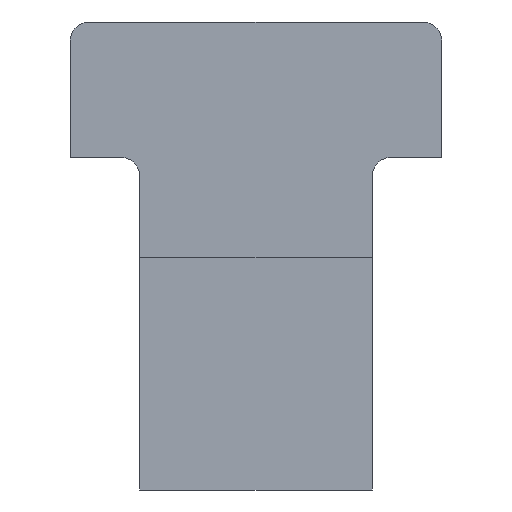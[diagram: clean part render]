
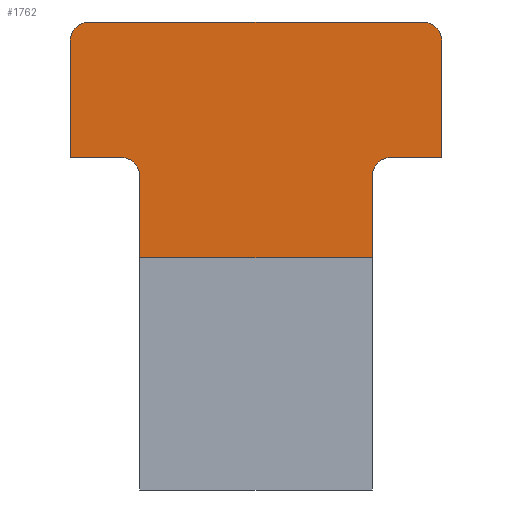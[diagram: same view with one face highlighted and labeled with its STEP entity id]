
A CAD part, front view. The second image highlights one B-rep face of the part: STEP entity #1762.
In plain terms, the highlighted planar face has unit normal (0, -1, 0).
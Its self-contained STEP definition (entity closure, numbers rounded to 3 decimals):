
#498=DIRECTION('',(0.,0.,1.));
#499=VECTOR('',#498,2.1);
#500=CARTESIAN_POINT('',(-3.,0.2,3.));
#501=LINE('',#500,#499);
#502=CARTESIAN_POINT('',(-3.5,0.2,5.1));
#503=DIRECTION('',(0.,-1.,0.));
#504=DIRECTION('',(1.,0.,0.));
#505=AXIS2_PLACEMENT_3D('',#502,#503,#504);
#507=DIRECTION('',(-1.,0.,0.));
#508=VECTOR('',#507,1.3);
#509=CARTESIAN_POINT('',(-3.5,0.2,5.6));
#510=LINE('',#509,#508);
#511=DIRECTION('',(0.,0.,1.));
#512=VECTOR('',#511,3.005);
#513=CARTESIAN_POINT('',(-4.8,0.2,5.6));
#514=LINE('',#513,#512);
#515=CARTESIAN_POINT('',(-4.305,0.2,8.605));
#516=DIRECTION('',(0.,1.,0.));
#517=DIRECTION('',(-1.,0.,0.));
#518=AXIS2_PLACEMENT_3D('',#515,#516,#517);
#520=DIRECTION('',(1.,0.,0.));
#521=VECTOR('',#520,8.609);
#522=CARTESIAN_POINT('',(-4.305,0.2,9.1));
#523=LINE('',#522,#521);
#524=CARTESIAN_POINT('',(4.305,0.2,8.605));
#525=DIRECTION('',(0.,1.,0.));
#526=DIRECTION('',(0.,0.,1.));
#527=AXIS2_PLACEMENT_3D('',#524,#525,#526);
#529=DIRECTION('',(0.,0.,-1.));
#530=VECTOR('',#529,3.005);
#531=CARTESIAN_POINT('',(4.8,0.2,8.605));
#532=LINE('',#531,#530);
#533=DIRECTION('',(-1.,0.,0.));
#534=VECTOR('',#533,1.3);
#535=CARTESIAN_POINT('',(4.8,0.2,5.6));
#536=LINE('',#535,#534);
#537=CARTESIAN_POINT('',(3.5,0.2,5.1));
#538=DIRECTION('',(0.,-1.,0.));
#539=DIRECTION('',(0.,0.,1.));
#540=AXIS2_PLACEMENT_3D('',#537,#538,#539);
#542=DIRECTION('',(0.,0.,-1.));
#543=VECTOR('',#542,2.1);
#544=CARTESIAN_POINT('',(3.,0.2,5.1));
#545=LINE('',#544,#543);
#546=DIRECTION('',(1.,0.,0.));
#547=VECTOR('',#546,6.);
#548=CARTESIAN_POINT('',(-3.,0.2,3.));
#549=LINE('',#548,#547);
#612=CARTESIAN_POINT('',(-3.,0.2,5.1));
#613=CARTESIAN_POINT('',(-3.5,0.2,5.6));
#614=VERTEX_POINT('',#612);
#615=VERTEX_POINT('',#613);
#616=CARTESIAN_POINT('',(-4.8,0.2,5.6));
#617=VERTEX_POINT('',#616);
#618=CARTESIAN_POINT('',(-4.8,0.2,8.605));
#619=VERTEX_POINT('',#618);
#620=CARTESIAN_POINT('',(-4.305,0.2,9.1));
#621=VERTEX_POINT('',#620);
#622=CARTESIAN_POINT('',(4.305,0.2,9.1));
#623=VERTEX_POINT('',#622);
#624=CARTESIAN_POINT('',(4.8,0.2,8.605));
#625=VERTEX_POINT('',#624);
#626=CARTESIAN_POINT('',(4.8,0.2,5.6));
#627=VERTEX_POINT('',#626);
#628=CARTESIAN_POINT('',(3.5,0.2,5.6));
#629=VERTEX_POINT('',#628);
#630=CARTESIAN_POINT('',(3.,0.2,5.1));
#631=VERTEX_POINT('',#630);
#636=CARTESIAN_POINT('',(-3.,0.2,3.));
#637=CARTESIAN_POINT('',(3.,0.2,3.));
#638=VERTEX_POINT('',#636);
#639=VERTEX_POINT('',#637);
#1736=CARTESIAN_POINT('',(0.,0.2,0.));
#1737=DIRECTION('',(0.,1.,0.));
#1738=DIRECTION('',(1.,0.,0.));
#1739=AXIS2_PLACEMENT_3D('',#1736,#1737,#1738);
#1740=PLANE('',#1739);
#1742=ORIENTED_EDGE('',*,*,#1741,.F.);
#1743=ORIENTED_EDGE('',*,*,#810,.T.);
#1745=ORIENTED_EDGE('',*,*,#1744,.T.);
#1746=ORIENTED_EDGE('',*,*,#1722,.T.);
#1748=ORIENTED_EDGE('',*,*,#1747,.T.);
#1750=ORIENTED_EDGE('',*,*,#1749,.T.);
#1752=ORIENTED_EDGE('',*,*,#1751,.T.);
#1754=ORIENTED_EDGE('',*,*,#1753,.T.);
#1756=ORIENTED_EDGE('',*,*,#1755,.T.);
#1757=ORIENTED_EDGE('',*,*,#1714,.T.);
#1758=ORIENTED_EDGE('',*,*,#1695,.T.);
#1759=ORIENTED_EDGE('',*,*,#861,.T.);
#1760=EDGE_LOOP('',(#1742,#1743,#1745,#1746,#1748,#1750,#1752,#1754,#1756,#1757,
#1758,#1759));
#1761=FACE_OUTER_BOUND('',#1760,.F.);
#506=CIRCLE('',#505,0.5);
#519=CIRCLE('',#518,0.495);
#528=CIRCLE('',#527,0.495);
#541=CIRCLE('',#540,0.5);
#810=EDGE_CURVE('',#638,#614,#501,.T.);
#861=EDGE_CURVE('',#631,#639,#545,.T.);
#1695=EDGE_CURVE('',#629,#631,#541,.T.);
#1714=EDGE_CURVE('',#627,#629,#536,.T.);
#1722=EDGE_CURVE('',#615,#617,#510,.T.);
#1741=EDGE_CURVE('',#638,#639,#549,.T.);
#1744=EDGE_CURVE('',#614,#615,#506,.T.);
#1747=EDGE_CURVE('',#617,#619,#514,.T.);
#1749=EDGE_CURVE('',#619,#621,#519,.T.);
#1751=EDGE_CURVE('',#621,#623,#523,.T.);
#1753=EDGE_CURVE('',#623,#625,#528,.T.);
#1755=EDGE_CURVE('',#625,#627,#532,.T.);
#1762=ADVANCED_FACE('',(#1761),#1740,.F.);
